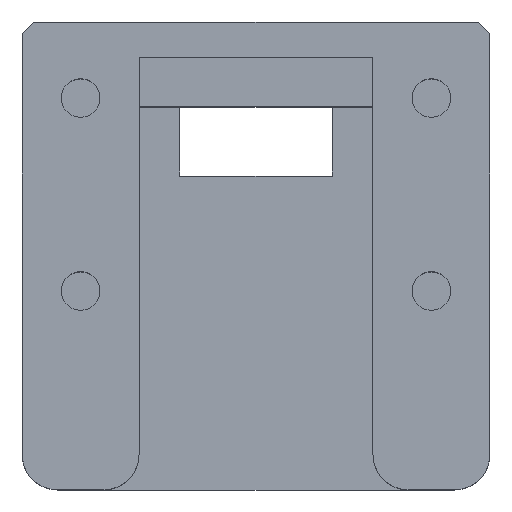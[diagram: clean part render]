
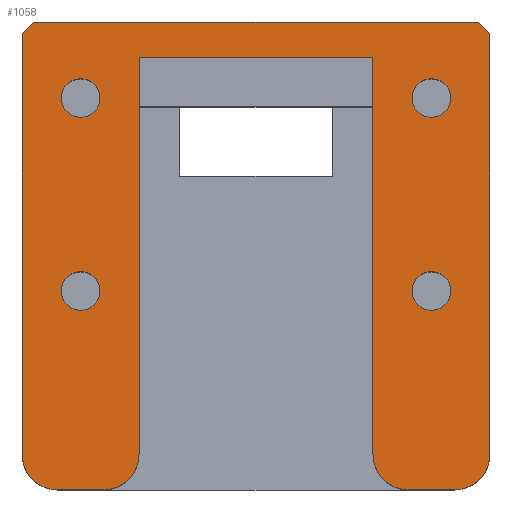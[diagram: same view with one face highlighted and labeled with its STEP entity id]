
A CAD part, top view. The second image highlights one B-rep face of the part: STEP entity #1058.
In plain terms, the highlighted planar face has unit normal (0, 0, 1).
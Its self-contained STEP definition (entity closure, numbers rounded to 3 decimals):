
#42=FACE_BOUND('',#127,.T.);
#43=FACE_BOUND('',#128,.T.);
#44=FACE_BOUND('',#129,.T.);
#45=FACE_BOUND('',#130,.T.);
#61=FACE_OUTER_BOUND('',#126,.T.);
#126=EDGE_LOOP('',(#747,#748,#749,#750,#751,#752,#753,#754,#755,#756,#757,
#758,#759,#760));
#127=EDGE_LOOP('',(#761));
#128=EDGE_LOOP('',(#762));
#129=EDGE_LOOP('',(#763));
#130=EDGE_LOOP('',(#764));
#196=CIRCLE('',#1142,3.);
#197=CIRCLE('',#1143,3.);
#198=CIRCLE('',#1144,3.);
#199=CIRCLE('',#1145,3.);
#200=CIRCLE('',#1146,1.65);
#201=CIRCLE('',#1147,1.65);
#202=CIRCLE('',#1148,1.65);
#203=CIRCLE('',#1149,1.65);
#240=LINE('',#1577,#349);
#245=LINE('',#1585,#354);
#249=LINE('',#1592,#358);
#250=LINE('',#1596,#359);
#254=LINE('',#1604,#363);
#260=LINE('',#1616,#369);
#264=LINE('',#1625,#373);
#266=LINE('',#1630,#375);
#270=LINE('',#1644,#379);
#271=LINE('',#1645,#380);
#349=VECTOR('',#1251,1000.);
#354=VECTOR('',#1258,1000.);
#358=VECTOR('',#1264,1000.);
#359=VECTOR('',#1267,1000.);
#363=VECTOR('',#1273,1000.);
#369=VECTOR('',#1281,1000.);
#373=VECTOR('',#1287,1000.);
#375=VECTOR('',#1291,1000.);
#379=VECTOR('',#1307,1000.);
#380=VECTOR('',#1308,1000.);
#460=VERTEX_POINT('',#1574);
#461=VERTEX_POINT('',#1576);
#463=VERTEX_POINT('',#1583);
#465=VERTEX_POINT('',#1590);
#466=VERTEX_POINT('',#1594);
#467=VERTEX_POINT('',#1595);
#469=VERTEX_POINT('',#1602);
#470=VERTEX_POINT('',#1603);
#474=VERTEX_POINT('',#1613);
#475=VERTEX_POINT('',#1615);
#478=VERTEX_POINT('',#1622);
#479=VERTEX_POINT('',#1624);
#480=VERTEX_POINT('',#1628);
#481=VERTEX_POINT('',#1629);
#486=VERTEX_POINT('',#1647);
#487=VERTEX_POINT('',#1649);
#488=VERTEX_POINT('',#1651);
#489=VERTEX_POINT('',#1653);
#558=EDGE_CURVE('',#460,#461,#240,.T.);
#563=EDGE_CURVE('',#463,#460,#245,.T.);
#567=EDGE_CURVE('',#465,#463,#249,.T.);
#568=EDGE_CURVE('',#466,#467,#250,.T.);
#572=EDGE_CURVE('',#469,#470,#254,.T.);
#578=EDGE_CURVE('',#475,#474,#260,.T.);
#582=EDGE_CURVE('',#479,#478,#264,.T.);
#584=EDGE_CURVE('',#480,#481,#266,.T.);
#590=EDGE_CURVE('',#474,#461,#196,.T.);
#591=EDGE_CURVE('',#465,#466,#197,.T.);
#592=EDGE_CURVE('',#467,#479,#198,.T.);
#593=EDGE_CURVE('',#478,#480,#270,.T.);
#594=EDGE_CURVE('',#481,#469,#271,.T.);
#595=EDGE_CURVE('',#470,#475,#199,.T.);
#596=EDGE_CURVE('',#486,#486,#200,.T.);
#597=EDGE_CURVE('',#487,#487,#201,.T.);
#598=EDGE_CURVE('',#488,#488,#202,.T.);
#599=EDGE_CURVE('',#489,#489,#203,.T.);
#747=ORIENTED_EDGE('',*,*,#578,.T.);
#748=ORIENTED_EDGE('',*,*,#590,.T.);
#749=ORIENTED_EDGE('',*,*,#558,.F.);
#750=ORIENTED_EDGE('',*,*,#563,.F.);
#751=ORIENTED_EDGE('',*,*,#567,.F.);
#752=ORIENTED_EDGE('',*,*,#591,.T.);
#753=ORIENTED_EDGE('',*,*,#568,.T.);
#754=ORIENTED_EDGE('',*,*,#592,.T.);
#755=ORIENTED_EDGE('',*,*,#582,.T.);
#756=ORIENTED_EDGE('',*,*,#593,.T.);
#757=ORIENTED_EDGE('',*,*,#584,.T.);
#758=ORIENTED_EDGE('',*,*,#594,.T.);
#759=ORIENTED_EDGE('',*,*,#572,.T.);
#760=ORIENTED_EDGE('',*,*,#595,.T.);
#761=ORIENTED_EDGE('',*,*,#596,.F.);
#762=ORIENTED_EDGE('',*,*,#597,.F.);
#763=ORIENTED_EDGE('',*,*,#598,.F.);
#764=ORIENTED_EDGE('',*,*,#599,.F.);
#1014=PLANE('',#1141);
#1058=ADVANCED_FACE('',(#61,#42,#43,#44,#45),#1014,.F.);
#1141=AXIS2_PLACEMENT_3D('',#1640,#1299,#1300);
#1142=AXIS2_PLACEMENT_3D('',#1641,#1301,#1302);
#1143=AXIS2_PLACEMENT_3D('',#1642,#1303,#1304);
#1144=AXIS2_PLACEMENT_3D('',#1643,#1305,#1306);
#1145=AXIS2_PLACEMENT_3D('',#1646,#1309,#1310);
#1146=AXIS2_PLACEMENT_3D('',#1648,#1311,#1312);
#1147=AXIS2_PLACEMENT_3D('',#1650,#1313,#1314);
#1148=AXIS2_PLACEMENT_3D('',#1652,#1315,#1316);
#1149=AXIS2_PLACEMENT_3D('',#1654,#1317,#1318);
#1251=DIRECTION('',(0.,-1.,0.));
#1258=DIRECTION('',(-1.,0.,0.));
#1264=DIRECTION('',(0.,1.,0.));
#1267=DIRECTION('',(1.,0.,0.));
#1273=DIRECTION('',(0.,-1.,0.));
#1281=DIRECTION('',(1.,0.,0.));
#1287=DIRECTION('',(0.,1.,0.));
#1291=DIRECTION('',(-1.,0.,0.));
#1299=DIRECTION('center_axis',(0.,0.,-1.));
#1300=DIRECTION('ref_axis',(-1.,0.,0.));
#1301=DIRECTION('center_axis',(0.,0.,1.));
#1302=DIRECTION('ref_axis',(-1.,0.,0.));
#1303=DIRECTION('center_axis',(0.,0.,1.));
#1304=DIRECTION('ref_axis',(-1.,0.,0.));
#1305=DIRECTION('center_axis',(0.,0.,1.));
#1306=DIRECTION('ref_axis',(-1.,0.,0.));
#1307=DIRECTION('',(-0.707,0.707,0.));
#1308=DIRECTION('',(-0.707,-0.707,0.));
#1309=DIRECTION('center_axis',(0.,0.,1.));
#1310=DIRECTION('ref_axis',(-1.,0.,0.));
#1311=DIRECTION('center_axis',(0.,0.,1.));
#1312=DIRECTION('ref_axis',(1.,0.,0.));
#1313=DIRECTION('center_axis',(0.,0.,1.));
#1314=DIRECTION('ref_axis',(1.,0.,0.));
#1315=DIRECTION('center_axis',(0.,0.,1.));
#1316=DIRECTION('ref_axis',(1.,0.,0.));
#1317=DIRECTION('center_axis',(0.,0.,1.));
#1318=DIRECTION('ref_axis',(1.,0.,0.));
#1574=CARTESIAN_POINT('',(10.,37.,18.));
#1576=CARTESIAN_POINT('',(10.,3.,18.));
#1577=CARTESIAN_POINT('',(10.,37.,18.));
#1583=CARTESIAN_POINT('',(30.,37.,18.));
#1585=CARTESIAN_POINT('',(10.,37.,18.));
#1590=CARTESIAN_POINT('',(30.,3.,18.));
#1592=CARTESIAN_POINT('',(30.,37.,18.));
#1594=CARTESIAN_POINT('',(33.,0.,18.));
#1595=CARTESIAN_POINT('',(37.,0.,18.));
#1596=CARTESIAN_POINT('',(0.,0.,18.));
#1602=CARTESIAN_POINT('',(0.,39.,18.));
#1603=CARTESIAN_POINT('',(0.,3.,18.));
#1604=CARTESIAN_POINT('',(0.,0.,18.));
#1613=CARTESIAN_POINT('',(7.,0.,18.));
#1615=CARTESIAN_POINT('',(3.,0.,18.));
#1616=CARTESIAN_POINT('',(0.,0.,18.));
#1622=CARTESIAN_POINT('',(40.,39.,18.));
#1624=CARTESIAN_POINT('',(40.,3.,18.));
#1625=CARTESIAN_POINT('',(40.,0.,18.));
#1628=CARTESIAN_POINT('',(39.,40.,18.));
#1629=CARTESIAN_POINT('',(1.,40.,18.));
#1630=CARTESIAN_POINT('',(0.,40.,18.));
#1640=CARTESIAN_POINT('Origin',(0.,0.,18.));
#1641=CARTESIAN_POINT('Origin',(7.,3.,18.));
#1642=CARTESIAN_POINT('Origin',(33.,3.,18.));
#1643=CARTESIAN_POINT('Origin',(37.,3.,18.));
#1644=CARTESIAN_POINT('',(39.,40.,18.));
#1645=CARTESIAN_POINT('',(0.,39.,18.));
#1646=CARTESIAN_POINT('Origin',(3.,3.,18.));
#1647=CARTESIAN_POINT('',(33.35,33.5,18.));
#1648=CARTESIAN_POINT('Origin',(35.,33.5,18.));
#1649=CARTESIAN_POINT('',(3.35,17.,18.));
#1650=CARTESIAN_POINT('Origin',(5.,17.,18.));
#1651=CARTESIAN_POINT('',(3.35,33.5,18.));
#1652=CARTESIAN_POINT('Origin',(5.,33.5,18.));
#1653=CARTESIAN_POINT('',(33.35,17.,18.));
#1654=CARTESIAN_POINT('Origin',(35.,17.,18.));
